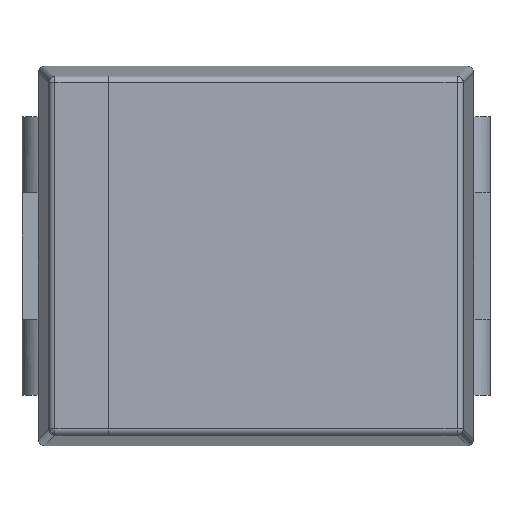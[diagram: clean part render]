
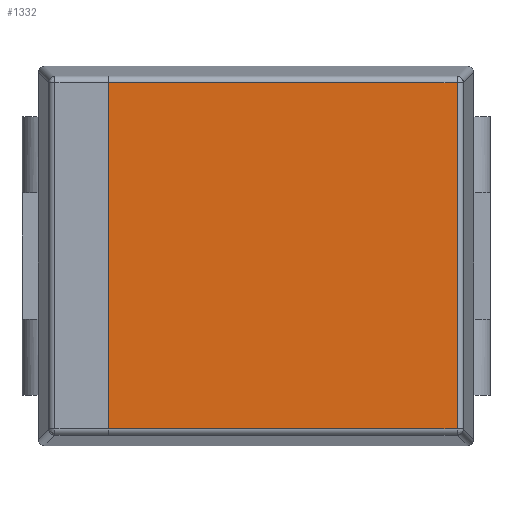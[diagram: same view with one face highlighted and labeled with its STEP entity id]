
A CAD part, top view. The second image highlights one B-rep face of the part: STEP entity #1332.
In plain terms, the highlighted planar face has unit normal (0, 0, 1).
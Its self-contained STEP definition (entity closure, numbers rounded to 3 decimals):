
#284 = EDGE_CURVE ( 'NONE', #2709, #2451, #1727, .T. ) ;
#330 = EDGE_CURVE ( 'NONE', #2092, #2709, #509, .T. ) ;
#384 = DIRECTION ( 'NONE',  ( 1., 0., 0. ) ) ;
#462 = AXIS2_PLACEMENT_3D ( 'NONE', #1343, #689, #384 ) ;
#473 = ORIENTED_EDGE ( 'NONE', *, *, #284, .T. ) ;
#509 = LINE ( 'NONE', #1503, #1626 ) ;
#549 = ORIENTED_EDGE ( 'NONE', *, *, #867, .T. ) ;
#641 = DIRECTION ( 'NONE',  ( -1., 0., 0. ) ) ;
#654 = FACE_OUTER_BOUND ( 'NONE', #2014, .T. ) ;
#689 = DIRECTION ( 'NONE',  ( 0., 0., 1. ) ) ;
#867 = EDGE_CURVE ( 'NONE', #1965, #2092, #2618, .T. ) ;
#904 = VECTOR ( 'NONE', #1928, 1000. ) ;
#914 = CARTESIAN_POINT ( 'NONE',  ( -1.168, -1.369, 2.1 ) ) ;
#1230 = CARTESIAN_POINT ( 'NONE',  ( -1.168, 1.369, 2.1 ) ) ;
#1241 = CARTESIAN_POINT ( 'NONE',  ( -1.168, -1.369, 2.1 ) ) ;
#1294 = ORIENTED_EDGE ( 'NONE', *, *, #330, .T. ) ;
#1332 = ADVANCED_FACE ( 'NONE', ( #654 ), #1763, .T. ) ;
#1343 = CARTESIAN_POINT ( 'NONE',  ( 0., 0., 2.1 ) ) ;
#1424 = LINE ( 'NONE', #1241, #904 ) ;
#1482 = ORIENTED_EDGE ( 'NONE', *, *, #1646, .T. ) ;
#1503 = CARTESIAN_POINT ( 'NONE',  ( 1.589, 1.369, 2.1 ) ) ;
#1506 = CARTESIAN_POINT ( 'NONE',  ( -1.168, 1.369, 2.1 ) ) ;
#1536 = VECTOR ( 'NONE', #2424, 1000. ) ;
#1626 = VECTOR ( 'NONE', #641, 1000. ) ;
#1646 = EDGE_CURVE ( 'NONE', #2451, #1965, #1424, .T. ) ;
#1696 = DIRECTION ( 'NONE',  ( 0., 1., 0. ) ) ;
#1727 = LINE ( 'NONE', #1506, #1536 ) ;
#1763 = PLANE ( 'NONE',  #462 ) ;
#1861 = CARTESIAN_POINT ( 'NONE',  ( 1.589, -1.369, 2.1 ) ) ;
#1928 = DIRECTION ( 'NONE',  ( 1., 0., 0. ) ) ;
#1965 = VERTEX_POINT ( 'NONE', #1861 ) ;
#1969 = CARTESIAN_POINT ( 'NONE',  ( 1.589, 1.369, 2.1 ) ) ;
#2014 = EDGE_LOOP ( 'NONE', ( #1482, #549, #1294, #473 ) ) ;
#2092 = VERTEX_POINT ( 'NONE', #1969 ) ;
#2159 = CARTESIAN_POINT ( 'NONE',  ( 1.589, -1.369, 2.1 ) ) ;
#2357 = VECTOR ( 'NONE', #1696, 1000. ) ;
#2424 = DIRECTION ( 'NONE',  ( 0., -1., 0. ) ) ;
#2451 = VERTEX_POINT ( 'NONE', #914 ) ;
#2618 = LINE ( 'NONE', #2159, #2357 ) ;
#2709 = VERTEX_POINT ( 'NONE', #1230 ) ;
